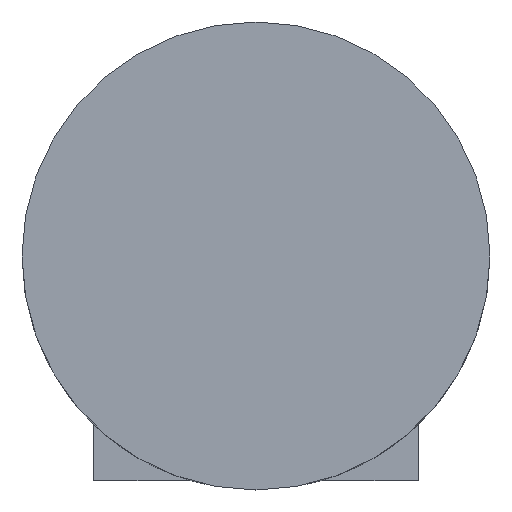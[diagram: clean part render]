
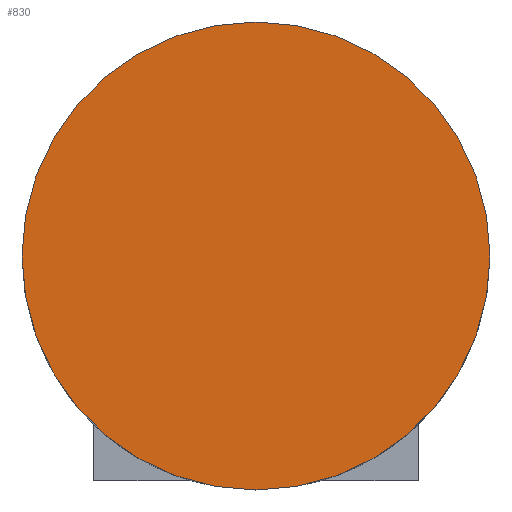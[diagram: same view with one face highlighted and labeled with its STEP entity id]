
A CAD part, front view. The second image highlights one B-rep face of the part: STEP entity #830.
In plain terms, the highlighted planar face has unit normal (0, -1, 0).
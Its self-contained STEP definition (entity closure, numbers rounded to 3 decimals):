
#31 = CYLINDRICAL_SURFACE('',#32,12.5);
#32 = AXIS2_PLACEMENT_3D('',#33,#34,#35);
#33 = CARTESIAN_POINT('',(0.,75.,0.));
#34 = DIRECTION('',(0.,1.,0.));
#35 = DIRECTION('',(1.,0.,0.));
#297 = VERTEX_POINT('',#298);
#298 = CARTESIAN_POINT('',(12.5,-75.,0.));
#319 = EDGE_CURVE('',#297,#297,#320,.T.);
#320 = SURFACE_CURVE('',#321,(#326,#333),.PCURVE_S1.);
#321 = CIRCLE('',#322,12.5);
#322 = AXIS2_PLACEMENT_3D('',#323,#324,#325);
#323 = CARTESIAN_POINT('',(0.,-75.,0.));
#324 = DIRECTION('',(0.,-1.,0.));
#325 = DIRECTION('',(1.,0.,0.));
#326 = PCURVE('',#31,#327);
#327 = DEFINITIONAL_REPRESENTATION('',(#328),#332);
#328 = LINE('',#329,#330);
#329 = CARTESIAN_POINT('',(-0.,-150.));
#330 = VECTOR('',#331,1.);
#331 = DIRECTION('',(-1.,0.));
#332 = ( GEOMETRIC_REPRESENTATION_CONTEXT(2) 
PARAMETRIC_REPRESENTATION_CONTEXT() REPRESENTATION_CONTEXT('2D SPACE',''
  ) );
#333 = PCURVE('',#334,#339);
#334 = PLANE('',#335);
#335 = AXIS2_PLACEMENT_3D('',#336,#337,#338);
#336 = CARTESIAN_POINT('',(0.,-75.,0.));
#337 = DIRECTION('',(0.,1.,0.));
#338 = DIRECTION('',(0.,0.,1.));
#339 = DEFINITIONAL_REPRESENTATION('',(#340),#348);
#340 = ( BOUNDED_CURVE() B_SPLINE_CURVE(2,(#341,#342,#343,#344,#345,#346
,#347),.UNSPECIFIED.,.T.,.F.) B_SPLINE_CURVE_WITH_KNOTS((1,2,2,2,2,1),(
    -2.094,0.,2.094,4.189,6.283,
8.378),.UNSPECIFIED.) CURVE() GEOMETRIC_REPRESENTATION_ITEM() 
RATIONAL_B_SPLINE_CURVE((1.,0.5,1.,0.5,1.,0.5,1.)) REPRESENTATION_ITEM(
  '') );
#341 = CARTESIAN_POINT('',(0.,12.5));
#342 = CARTESIAN_POINT('',(21.651,12.5));
#343 = CARTESIAN_POINT('',(10.825,-6.25));
#344 = CARTESIAN_POINT('',(0.,-25.));
#345 = CARTESIAN_POINT('',(-10.825,-6.25));
#346 = CARTESIAN_POINT('',(-21.651,12.5));
#347 = CARTESIAN_POINT('',(0.,12.5));
#348 = ( GEOMETRIC_REPRESENTATION_CONTEXT(2) 
PARAMETRIC_REPRESENTATION_CONTEXT() REPRESENTATION_CONTEXT('2D SPACE',''
  ) );
#830 = ADVANCED_FACE('',(#831),#334,.F.);
#831 = FACE_BOUND('',#832,.T.);
#832 = EDGE_LOOP('',(#833));
#833 = ORIENTED_EDGE('',*,*,#319,.T.);
